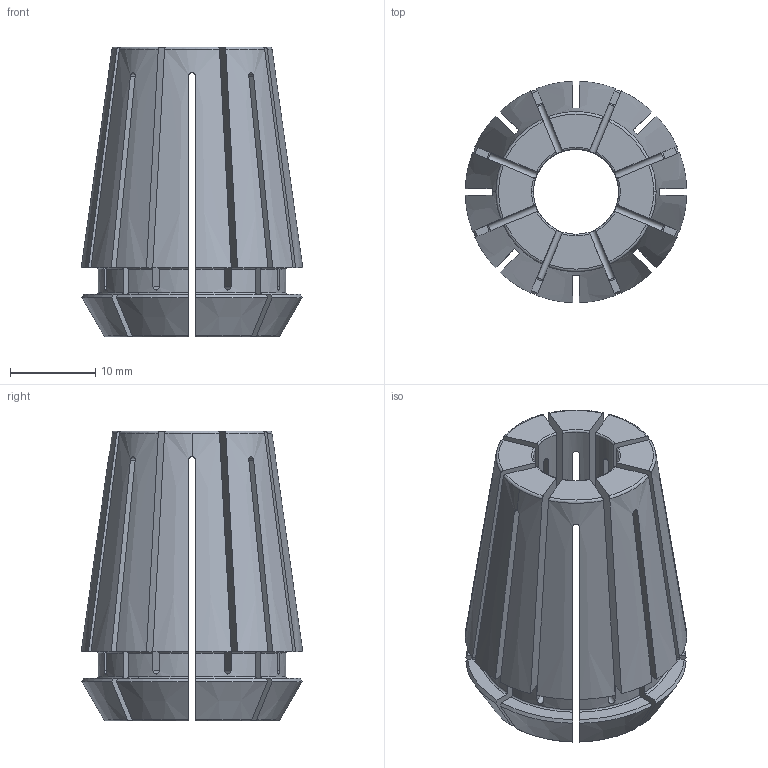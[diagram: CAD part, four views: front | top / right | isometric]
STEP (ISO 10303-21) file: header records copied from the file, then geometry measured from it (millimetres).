
FILE_DESCRIPTION(/* description */ ('Alibre Inc.'),/* implementation_level */ '2;1');
FILE_NAME(/* name */ 'export-BD94DAF4-EB21-465B-B763-3229F58D26E7',/* time_stamp */ '2025-11-12T17:49:01+01:00',/* author */ (''),/* organization */ (''),/* preprocessor_version */ 'ST-DEVELOPER v17',/* originating_system */ 'Alibre',/* authorisation */ '');
FILE_SCHEMA (('AUTOMOTIVE_DESIGN'));
Length unit declared in the file: millimetre
Products named in the file (1): NOCUT
Bounding box: 25.99 x 25.99 x 34 mm (x, y, z)
Volume: 8535.7 mm3; surface area: 9417 mm2
Topology: 1 solids, 1 shells, 180 faces, 540 edges, 360 vertices
Faces by surface type: plane 72, torus 58, cone 25, cylinder 25
Full cylindrical faces by diameter (mm): 10 x1
Entity records: 6197 total; most frequent: CARTESIAN_POINT 1730, ORIENTED_EDGE 1080, DIRECTION 704, EDGE_CURVE 540, VERTEX_POINT 360, AXIS2_PLACEMENT_3D 328, B_SPLINE_CURVE_WITH_KNOTS 208, EDGE_LOOP 180
